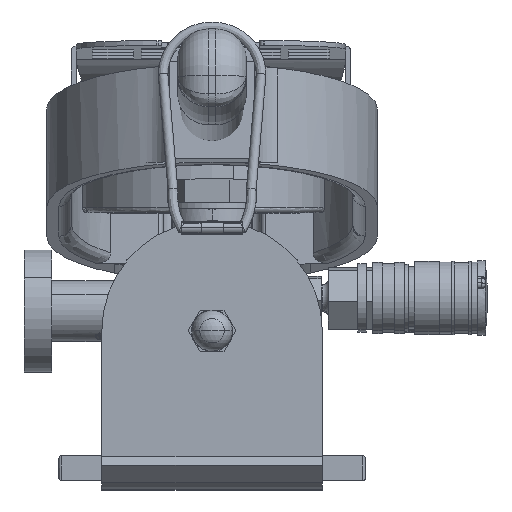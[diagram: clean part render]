
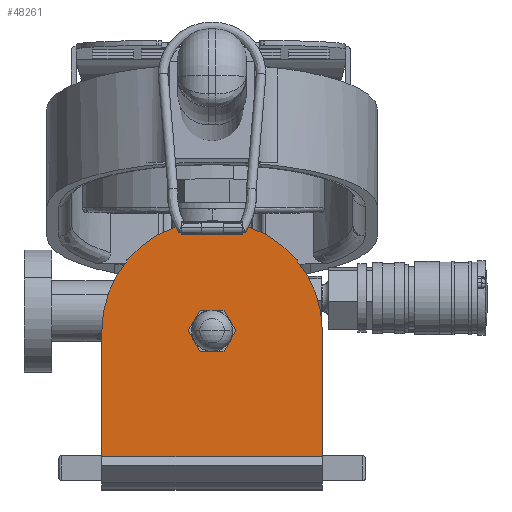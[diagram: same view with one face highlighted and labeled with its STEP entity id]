
A CAD part, top view. The second image highlights one B-rep face of the part: STEP entity #48261.
In plain terms, the highlighted planar face has unit normal (0, 0, 1).
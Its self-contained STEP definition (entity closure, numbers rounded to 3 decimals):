
#1054 = ORIENTED_EDGE ( 'NONE', *, *, #42791, .T. ) ;
#1750 = VECTOR ( 'NONE', #61001, 1000. ) ;
#2895 = CARTESIAN_POINT ( 'NONE',  ( 45., -55., 450. ) ) ;
#3027 = DIRECTION ( 'NONE',  ( 0., 0., 1. ) ) ;
#3225 = DIRECTION ( 'NONE',  ( 0., 0., 1. ) ) ;
#5043 = VERTEX_POINT ( 'NONE', #58179 ) ;
#5875 = EDGE_CURVE ( 'NONE', #57963, #5043, #66380, .T. ) ;
#5922 = EDGE_LOOP ( 'NONE', ( #59276, #20920, #22640, #1054, #63529 ) ) ;
#5944 = VECTOR ( 'NONE', #46276, 1000. ) ;
#8835 = FACE_BOUND ( 'NONE', #48751, .T. ) ;
#11544 = CARTESIAN_POINT ( 'NONE',  ( 45., -55., 450. ) ) ;
#13417 = EDGE_CURVE ( 'NONE', #57665, #48697, #20193, .T. ) ;
#15313 = CARTESIAN_POINT ( 'NONE',  ( 0., 0., 450. ) ) ;
#15697 = VECTOR ( 'NONE', #69130, 1000. ) ;
#15831 = CARTESIAN_POINT ( 'NONE',  ( 0., 0., 450. ) ) ;
#17075 = CARTESIAN_POINT ( 'NONE',  ( 45., -55., 450. ) ) ;
#19879 = CIRCLE ( 'NONE', #41309, 5. ) ;
#20193 = CIRCLE ( 'NONE', #22549, 45. ) ;
#20920 = ORIENTED_EDGE ( 'NONE', *, *, #41470, .T. ) ;
#21949 = DIRECTION ( 'NONE',  ( 1., 0., 0. ) ) ;
#22020 = AXIS2_PLACEMENT_3D ( 'NONE', #52426, #3027, #47059 ) ;
#22549 = AXIS2_PLACEMENT_3D ( 'NONE', #15831, #48289, #21949 ) ;
#22640 = ORIENTED_EDGE ( 'NONE', *, *, #13417, .T. ) ;
#24590 = CARTESIAN_POINT ( 'NONE',  ( -45., 0., 450. ) ) ;
#26720 = EDGE_CURVE ( 'NONE', #39579, #42727, #36318, .T. ) ;
#27272 = VERTEX_POINT ( 'NONE', #36957 ) ;
#29436 = EDGE_CURVE ( 'NONE', #27272, #57963, #57292, .T. ) ;
#30454 = FACE_OUTER_BOUND ( 'NONE', #5922, .T. ) ;
#32494 = AXIS2_PLACEMENT_3D ( 'NONE', #56222, #61670, #50196 ) ;
#36318 = CIRCLE ( 'NONE', #53527, 5. ) ;
#36560 = PLANE ( 'NONE',  #22020 ) ;
#36957 = CARTESIAN_POINT ( 'NONE',  ( 45., 0., 450. ) ) ;
#38143 = ORIENTED_EDGE ( 'NONE', *, *, #26720, .F. ) ;
#39579 = VERTEX_POINT ( 'NONE', #49292 ) ;
#41309 = AXIS2_PLACEMENT_3D ( 'NONE', #63052, #3225, #41525 ) ;
#41470 = EDGE_CURVE ( 'NONE', #27272, #57665, #64700, .T. ) ;
#41525 = DIRECTION ( 'NONE',  ( 1., 0., 0. ) ) ;
#42727 = VERTEX_POINT ( 'NONE', #56298 ) ;
#42791 = EDGE_CURVE ( 'NONE', #48697, #5043, #51640, .T. ) ;
#46276 = DIRECTION ( 'NONE',  ( 0., -1., 0. ) ) ;
#47059 = DIRECTION ( 'NONE',  ( 1., 0., 0. ) ) ;
#47781 = DIRECTION ( 'NONE',  ( 1., 0., 0. ) ) ;
#48261 = ADVANCED_FACE ( 'NONE', ( #8835, #30454 ), #36560, .T. ) ;
#48289 = DIRECTION ( 'NONE',  ( 0., 0., 1. ) ) ;
#48697 = VERTEX_POINT ( 'NONE', #24590 ) ;
#48751 = EDGE_LOOP ( 'NONE', ( #38143, #68302 ) ) ;
#49292 = CARTESIAN_POINT ( 'NONE',  ( 5., 0., 450. ) ) ;
#50196 = DIRECTION ( 'NONE',  ( 1., 0., 0. ) ) ;
#51640 = LINE ( 'NONE', #57724, #5944 ) ;
#52426 = CARTESIAN_POINT ( 'NONE',  ( 0., 0., 450. ) ) ;
#53120 = DIRECTION ( 'NONE',  ( 0., 0., 1. ) ) ;
#53527 = AXIS2_PLACEMENT_3D ( 'NONE', #15313, #53120, #47781 ) ;
#54414 = CARTESIAN_POINT ( 'NONE',  ( 0., 45., 450. ) ) ;
#56222 = CARTESIAN_POINT ( 'NONE',  ( 0., 0., 450. ) ) ;
#56298 = CARTESIAN_POINT ( 'NONE',  ( -5., 0., 450. ) ) ;
#57292 = LINE ( 'NONE', #2895, #15697 ) ;
#57665 = VERTEX_POINT ( 'NONE', #54414 ) ;
#57724 = CARTESIAN_POINT ( 'NONE',  ( -45., -55., 450. ) ) ;
#57963 = VERTEX_POINT ( 'NONE', #11544 ) ;
#58179 = CARTESIAN_POINT ( 'NONE',  ( -45., -55., 450. ) ) ;
#58630 = EDGE_CURVE ( 'NONE', #42727, #39579, #19879, .T. ) ;
#59276 = ORIENTED_EDGE ( 'NONE', *, *, #29436, .F. ) ;
#61001 = DIRECTION ( 'NONE',  ( -1., 0., 0. ) ) ;
#61670 = DIRECTION ( 'NONE',  ( 0., 0., 1. ) ) ;
#63052 = CARTESIAN_POINT ( 'NONE',  ( 0., 0., 450. ) ) ;
#63529 = ORIENTED_EDGE ( 'NONE', *, *, #5875, .F. ) ;
#64700 = CIRCLE ( 'NONE', #32494, 45. ) ;
#66380 = LINE ( 'NONE', #17075, #1750 ) ;
#68302 = ORIENTED_EDGE ( 'NONE', *, *, #58630, .F. ) ;
#69130 = DIRECTION ( 'NONE',  ( 0., -1., 0. ) ) ;
